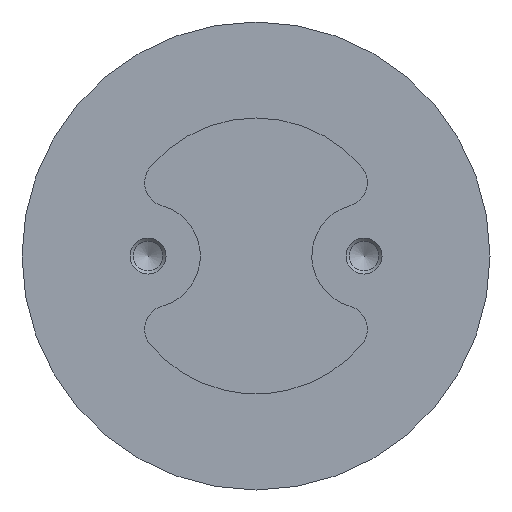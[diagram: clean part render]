
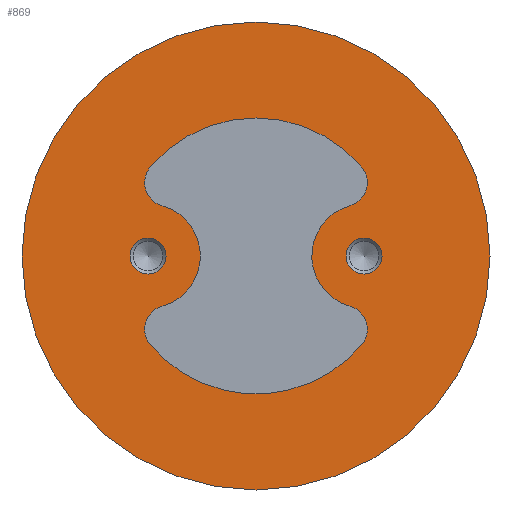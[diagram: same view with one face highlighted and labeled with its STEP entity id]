
A CAD part, front view. The second image highlights one B-rep face of the part: STEP entity #869.
In plain terms, the highlighted planar face has unit normal (0, -1, 0).
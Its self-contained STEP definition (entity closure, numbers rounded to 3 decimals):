
#91=ORIENTED_EDGE('',*,*,#233,.T.);
#92=ORIENTED_EDGE('',*,*,#234,.T.);
#93=ORIENTED_EDGE('',*,*,#235,.T.);
#94=ORIENTED_EDGE('',*,*,#236,.T.);
#95=ORIENTED_EDGE('',*,*,#237,.F.);
#96=ORIENTED_EDGE('',*,*,#238,.T.);
#97=ORIENTED_EDGE('',*,*,#239,.T.);
#98=ORIENTED_EDGE('',*,*,#240,.T.);
#99=ORIENTED_EDGE('',*,*,#241,.F.);
#100=ORIENTED_EDGE('',*,*,#242,.T.);
#101=ORIENTED_EDGE('',*,*,#243,.T.);
#233=EDGE_CURVE('',#304,#305,#363,.F.);
#234=EDGE_CURVE('',#305,#306,#364,.T.);
#235=EDGE_CURVE('',#306,#307,#365,.T.);
#236=EDGE_CURVE('',#307,#308,#366,.T.);
#237=EDGE_CURVE('',#309,#308,#367,.T.);
#238=EDGE_CURVE('',#309,#310,#368,.T.);
#239=EDGE_CURVE('',#310,#311,#369,.T.);
#240=EDGE_CURVE('',#311,#304,#370,.T.);
#241=EDGE_CURVE('',#312,#312,#371,.F.);
#242=EDGE_CURVE('',#313,#313,#372,.T.);
#243=EDGE_CURVE('',#314,#314,#373,.T.);
#304=VERTEX_POINT('',#1232);
#305=VERTEX_POINT('',#1233);
#306=VERTEX_POINT('',#1235);
#307=VERTEX_POINT('',#1237);
#308=VERTEX_POINT('',#1239);
#309=VERTEX_POINT('',#1241);
#310=VERTEX_POINT('',#1243);
#311=VERTEX_POINT('',#1245);
#312=VERTEX_POINT('',#1248);
#313=VERTEX_POINT('',#1250);
#314=VERTEX_POINT('',#1252);
#363=CIRCLE('',#918,8.7);
#364=CIRCLE('',#919,4.);
#365=CIRCLE('',#920,23.);
#366=CIRCLE('',#921,4.);
#367=CIRCLE('',#922,8.7);
#368=CIRCLE('',#923,4.);
#369=CIRCLE('',#924,23.);
#370=CIRCLE('',#925,4.);
#371=CIRCLE('',#926,3.);
#372=CIRCLE('',#927,3.);
#373=CIRCLE('',#928,39.);
#418=EDGE_LOOP('',(#91,#92,#93,#94,#95,#96,#97,#98));
#419=EDGE_LOOP('',(#99));
#420=EDGE_LOOP('',(#100));
#421=EDGE_LOOP('',(#101));
#486=FACE_BOUND('',#418,.T.);
#487=FACE_BOUND('',#419,.T.);
#488=FACE_BOUND('',#420,.T.);
#489=FACE_BOUND('',#421,.T.);
#558=PLANE('',#917);
#869=ADVANCED_FACE('',(#486,#487,#488,#489),#558,.F.);
#917=AXIS2_PLACEMENT_3D('',#1230,#1017,#1018);
#918=AXIS2_PLACEMENT_3D('',#1231,#1019,#1020);
#919=AXIS2_PLACEMENT_3D('',#1234,#1021,#1022);
#920=AXIS2_PLACEMENT_3D('',#1236,#1023,#1024);
#921=AXIS2_PLACEMENT_3D('',#1238,#1025,#1026);
#922=AXIS2_PLACEMENT_3D('',#1240,#1027,#1028);
#923=AXIS2_PLACEMENT_3D('',#1242,#1029,#1030);
#924=AXIS2_PLACEMENT_3D('',#1244,#1031,#1032);
#925=AXIS2_PLACEMENT_3D('',#1246,#1033,#1034);
#926=AXIS2_PLACEMENT_3D('',#1247,#1035,#1036);
#927=AXIS2_PLACEMENT_3D('',#1249,#1037,#1038);
#928=AXIS2_PLACEMENT_3D('',#1251,#1039,#1040);
#1017=DIRECTION('',(0.,1.,0.));
#1018=DIRECTION('',(0.,0.,1.));
#1019=DIRECTION('',(0.,1.,0.));
#1020=DIRECTION('',(0.,0.,1.));
#1021=DIRECTION('',(0.,1.,0.));
#1022=DIRECTION('',(1.,0.,0.));
#1023=DIRECTION('',(0.,1.,0.));
#1024=DIRECTION('',(1.,0.,0.));
#1025=DIRECTION('',(0.,1.,0.));
#1026=DIRECTION('',(1.,0.,0.));
#1027=DIRECTION('',(0.,1.,0.));
#1028=DIRECTION('',(1.,0.,0.));
#1029=DIRECTION('',(0.,1.,0.));
#1030=DIRECTION('',(1.,0.,0.));
#1031=DIRECTION('',(0.,1.,0.));
#1032=DIRECTION('',(1.,0.,0.));
#1033=DIRECTION('',(0.,1.,0.));
#1034=DIRECTION('',(1.,0.,0.));
#1035=DIRECTION('',(0.,1.,0.));
#1036=DIRECTION('',(0.,0.,1.));
#1037=DIRECTION('',(0.,1.,0.));
#1038=DIRECTION('',(0.,0.,1.));
#1039=DIRECTION('',(0.,-1.,0.));
#1040=DIRECTION('',(0.,0.,-1.));
#1230=CARTESIAN_POINT('',(39.,-55.,0.));
#1231=CARTESIAN_POINT('',(18.,-55.,0.));
#1232=CARTESIAN_POINT('',(15.803,-55.,8.418));
#1233=CARTESIAN_POINT('',(15.483,-55.,-8.328));
#1234=CARTESIAN_POINT('',(14.56,-55.,-12.22));
#1235=CARTESIAN_POINT('',(17.8,-55.,-14.566));
#1236=CARTESIAN_POINT('',(0.,-55.,0.));
#1237=CARTESIAN_POINT('',(-17.8,-55.,-14.566));
#1238=CARTESIAN_POINT('',(-14.56,-55.,-12.22));
#1239=CARTESIAN_POINT('',(-15.483,-55.,-8.328));
#1240=CARTESIAN_POINT('',(-18.,-55.,0.));
#1241=CARTESIAN_POINT('',(-15.483,-55.,8.328));
#1242=CARTESIAN_POINT('',(-14.56,-55.,12.22));
#1243=CARTESIAN_POINT('',(-17.432,-55.,15.004));
#1244=CARTESIAN_POINT('',(0.,-55.,0.));
#1245=CARTESIAN_POINT('',(17.432,-55.,15.004));
#1246=CARTESIAN_POINT('',(14.56,-55.,12.22));
#1247=CARTESIAN_POINT('',(18.,-55.,0.));
#1248=CARTESIAN_POINT('',(18.,-55.,3.));
#1249=CARTESIAN_POINT('',(-18.,-55.,0.));
#1250=CARTESIAN_POINT('',(-18.,-55.,3.));
#1251=CARTESIAN_POINT('',(0.,-55.,0.));
#1252=CARTESIAN_POINT('',(0.,-55.,-39.));
